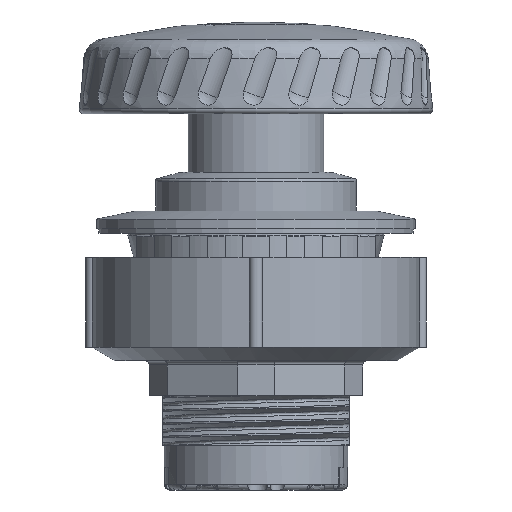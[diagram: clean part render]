
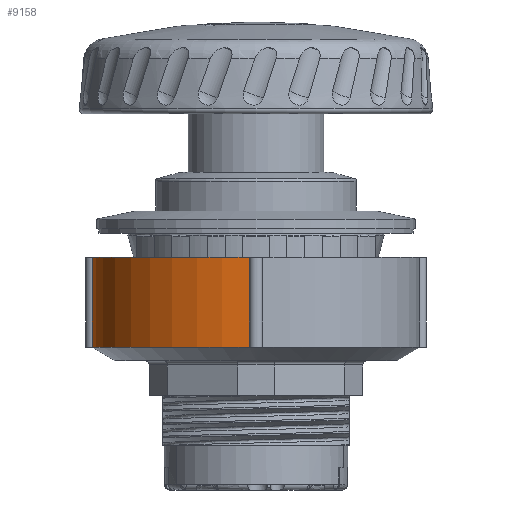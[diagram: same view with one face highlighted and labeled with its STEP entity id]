
A CAD part, front view. The second image highlights one B-rep face of the part: STEP entity #9158.
In plain terms, the highlighted cylindrical face has radius 18.5 mm (diameter 37 mm), a partial arc.
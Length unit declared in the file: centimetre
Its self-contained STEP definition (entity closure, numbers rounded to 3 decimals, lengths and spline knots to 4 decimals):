
#517=CIRCLE('',#9947,1.85);
#519=CIRCLE('',#9951,1.85);
#840=CYLINDRICAL_SURFACE('',#9973,1.85);
#1256=LINE('',#19772,#1673);
#1257=LINE('',#19773,#1674);
#1673=VECTOR('',#11920,1.015);
#1674=VECTOR('',#11921,1.015);
#2267=FACE_OUTER_BOUND('',#2830,.T.);
#2830=EDGE_LOOP('',(#7710,#7711,#7712,#7713));
#4085=VERTEX_POINT('',#19712);
#4092=VERTEX_POINT('',#19725);
#4095=VERTEX_POINT('',#19735);
#4096=VERTEX_POINT('',#19736);
#5347=EDGE_CURVE('',#4092,#4085,#517,.T.);
#5351=EDGE_CURVE('',#4095,#4096,#519,.T.);
#5366=EDGE_CURVE('',#4092,#4095,#1256,.T.);
#5367=EDGE_CURVE('',#4096,#4085,#1257,.T.);
#7710=ORIENTED_EDGE('',*,*,#5366,.T.);
#7711=ORIENTED_EDGE('',*,*,#5351,.T.);
#7712=ORIENTED_EDGE('',*,*,#5367,.T.);
#7713=ORIENTED_EDGE('',*,*,#5347,.F.);
#9158=ADVANCED_FACE('',(#2267),#840,.T.);
#9947=AXIS2_PLACEMENT_3D('',#19727,#11864,#11865);
#9951=AXIS2_PLACEMENT_3D('',#19737,#11874,#11875);
#9973=AXIS2_PLACEMENT_3D('',#19771,#11918,#11919);
#11864=DIRECTION('center_axis',(0.,0.,
-1.));
#11865=DIRECTION('ref_axis',(-1.,0.,0.));
#11874=DIRECTION('center_axis',(0.,0.,
-1.));
#11875=DIRECTION('ref_axis',(-1.,0.,0.));
#11918=DIRECTION('center_axis',(0.,0.,
-1.));
#11919=DIRECTION('ref_axis',(-1.,0.,0.));
#11920=DIRECTION('',(0.,0.,1.));
#11921=DIRECTION('',(0.,0.,-1.));
#19712=CARTESIAN_POINT('',(-1.8485,-0.075,-0.3825));
#19725=CARTESIAN_POINT('',(-0.075,-1.8485,-0.3825));
#19727=CARTESIAN_POINT('Origin',(0.,0.,
-0.3825));
#19735=CARTESIAN_POINT('',(-0.075,-1.8485,0.6325));
#19736=CARTESIAN_POINT('',(-1.8485,-0.075,0.6325));
#19737=CARTESIAN_POINT('Origin',(0.,0.,
0.6325));
#19771=CARTESIAN_POINT('Origin',(0.,0.,
0.125));
#19772=CARTESIAN_POINT('',(-0.075,-1.8485,0.6325));
#19773=CARTESIAN_POINT('',(-1.8485,-0.075,0.6325));
